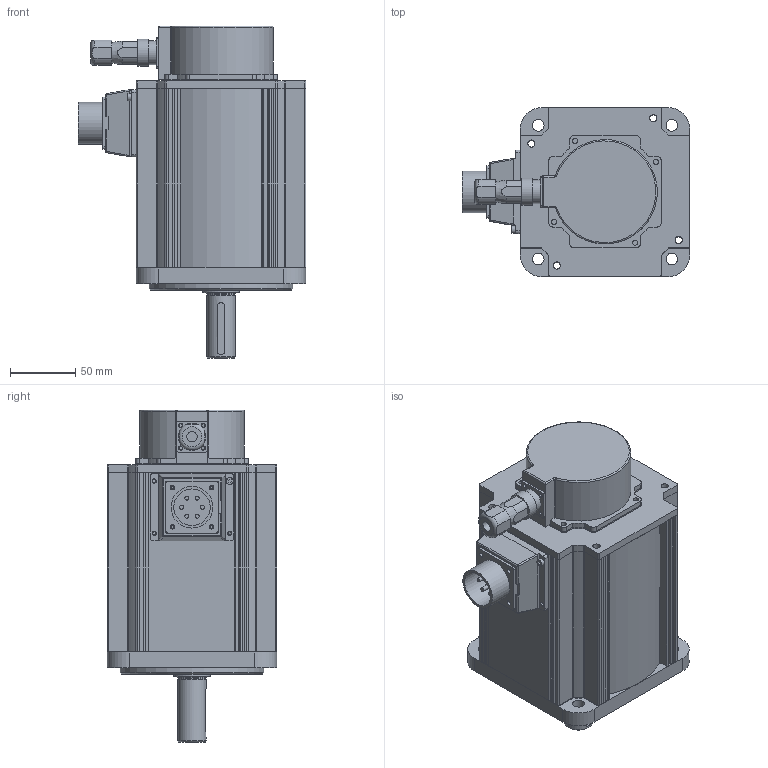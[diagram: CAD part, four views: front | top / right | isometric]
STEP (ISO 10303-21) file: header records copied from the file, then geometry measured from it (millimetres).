
FILE_DESCRIPTION (( 'STEP AP203' ), '1' );
FILE_NAME ('MS5-130-TL14615B-3KW - 光编.STEP', '2019-12-13T05:13:41', ( '微软用户' ), ( '微软中国' ), 'SwSTEP 2.0', 'SolidWorks 2016', '' );
FILE_SCHEMA (( 'CONFIG_CONTROL_DESIGN' ));
Length unit declared in the file: millimetre
Products named in the file (1): MS5-130-TL14615B-3KW - 嫖晤
Bounding box: 174.5 x 130 x 254.5 mm (x, y, z)
Surface area: 187279.2 mm2 (no closed solid volume)
Topology: 0 solids, 17 shells, 425 faces, 1232 edges, 842 vertices
Faces by surface type: plane 210, cylinder 199, torus 6, cone 6, sphere 4
Full cylindrical faces by diameter (mm): 2.5 x2, 3 x6, 3.2 x4, 3.3 x3, 3.5 x4, 4 x4, 5 x1, 5.5 x5, 8 x1, 9 x4, 11 x4, 18.2 x1, 21 x1, 21.4 x1, 22 x1, 28 x2, 32 x1, 35 x1, 110 x1
Entity records: 13816 total; most frequent: CARTESIAN_POINT 2721, DIRECTION 2422, ORIENTED_EDGE 1911, EDGE_CURVE 1156, AXIS2_PLACEMENT_3D 860, VERTEX_POINT 823, VECTOR 702, LINE 702
